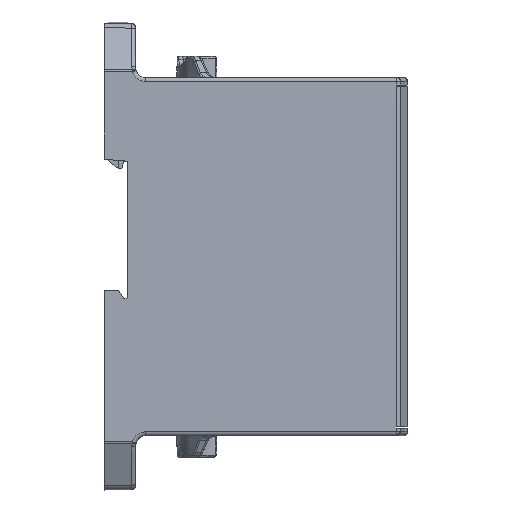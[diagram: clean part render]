
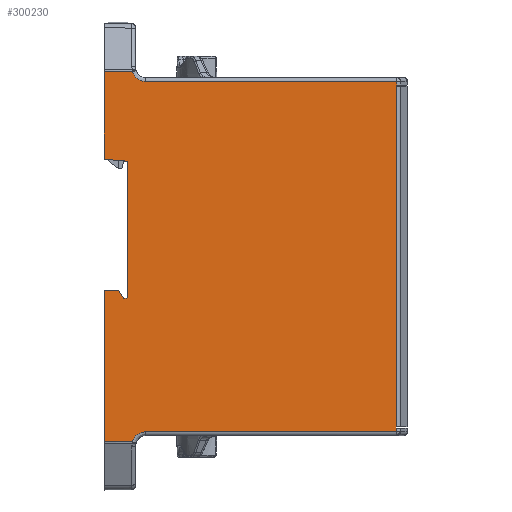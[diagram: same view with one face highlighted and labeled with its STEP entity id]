
A CAD part, left-side view. The second image highlights one B-rep face of the part: STEP entity #300230.
In plain terms, the highlighted face is planar.
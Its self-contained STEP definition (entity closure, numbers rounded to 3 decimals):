
#2750=CARTESIAN_POINT('',(26.6,-2.257,53.621));
#2760=VERTEX_POINT('',#2750);
#2790=CARTESIAN_POINT('',(26.6,0.,53.601));
#2800=DIRECTION('',(0.,1.,-0.009));
#2810=VECTOR('',#2800,1.);
#2820=LINE('',#2790,#2810);
#2830=CARTESIAN_POINT('',(26.6,-6.,53.654));
#2840=VERTEX_POINT('',#2830);
#2850=EDGE_CURVE('',#2840,#2760,#2820,.T.);
#103080=CARTESIAN_POINT('',(63.,4.609,53.561));
#103090=CARTESIAN_POINT('',(63.,4.554,
53.562));
#103100=CARTESIAN_POINT('',(63.001,4.499,
53.562));
#103110=CARTESIAN_POINT('',(63.009,4.33,
53.564));
#103120=CARTESIAN_POINT('',(63.02,4.215,
53.565));
#103130=CARTESIAN_POINT('',(63.121,3.527,
53.571));
#103140=CARTESIAN_POINT('',(63.347,2.983,
53.575));
#103150=CARTESIAN_POINT('',(64.041,2.052,
53.584));
#103160=CARTESIAN_POINT('',(64.498,1.68,
53.587));
#103170=CARTESIAN_POINT('',(65.197,1.355,
53.59));
#103180=CARTESIAN_POINT('',(65.375,1.29,
53.59));
#103190=CARTESIAN_POINT('',(65.557,1.239,
53.591));
#103200=B_SPLINE_CURVE_WITH_KNOTS('',3,(#103080,#103090,#103100,#103110,
#103120,#103130,#103140,#103150,#103160,#103170,#103180,#103190),
.UNSPECIFIED.,.F.,.F.,(4,2,2,2,2,4),(0.,0.141,
0.436,1.921,3.406,3.893),
.UNSPECIFIED.);
#103210=CARTESIAN_POINT('',(63.,4.609,53.561));
#103220=VERTEX_POINT('',#103210);
#103230=CARTESIAN_POINT('',(65.557,1.239,
53.591));
#103240=VERTEX_POINT('',#103230);
#103250=EDGE_CURVE('',#103220,#103240,#103200,.T.);
#116230=CARTESIAN_POINT('',(65.571,-6.,
53.654));
#116240=VERTEX_POINT('',#116230);
#116270=CARTESIAN_POINT('',(65.559,0.009,
53.601));
#116280=DIRECTION('',(-0.002,1.,
-0.009));
#116290=VECTOR('',#116280,1.);
#116300=LINE('',#116270,#116290);
#116310=EDGE_CURVE('',#116240,#103240,#116300,.T.);
#118360=CARTESIAN_POINT('',(-6.513,0.,53.601));
#118370=DIRECTION('',(-0.087,-0.996,
0.009));
#118380=VECTOR('',#118370,1.);
#118390=LINE('',#118360,#118380);
#118400=CARTESIAN_POINT('',(-6.513,0.,
53.601));
#118410=VERTEX_POINT('',#118400);
#118420=CARTESIAN_POINT('',(-7.038,-6.,
53.654));
#118430=VERTEX_POINT('',#118420);
#118440=EDGE_CURVE('',#118410,#118430,#118390,.T.);
#120060=CARTESIAN_POINT('',(-29.571,-6.,
53.654));
#120070=VERTEX_POINT('',#120060);
#120100=CARTESIAN_POINT('',(0.,-6.,53.654));
#120110=DIRECTION('',(1.,0.,0.));
#120120=VECTOR('',#120110,1.);
#120130=LINE('',#120100,#120120);
#120140=EDGE_CURVE('',#120070,#118430,#120130,.T.);
#149680=CARTESIAN_POINT('',(-25.555,9.,53.523));
#149690=DIRECTION('',(0.009,-1.,
0.009));
#149700=VECTOR('',#149690,1.);
#149710=LINE('',#149680,#149700);
#149720=CARTESIAN_POINT('',(-26.08,69.212,
52.997));
#149730=VERTEX_POINT('',#149720);
#149740=CARTESIAN_POINT('',(-26.079,69.,52.999));
#149750=VERTEX_POINT('',#149740);
#149760=EDGE_CURVE('',#149730,#149750,#149710,.T.);
#162370=CARTESIAN_POINT('',(0.,-17.614,53.755));
#162380=DIRECTION('',(0.866,0.5,
-0.004));
#162390=VECTOR('',#162380,1.);
#162400=LINE('',#162370,#162390);
#162410=CARTESIAN_POINT('',(28.776,-1.,
53.61));
#162420=VERTEX_POINT('',#162410);
#162430=EDGE_CURVE('',#2760,#162420,#162400,.T.);
#171900=CARTESIAN_POINT('',(-27.,9.009,53.523));
#171910=DIRECTION('',(0.,1.,-0.009));
#171920=VECTOR('',#171910,1.);
#171930=LINE('',#171900,#171920);
#171940=CARTESIAN_POINT('',(-27.,4.609,53.561));
#171950=VERTEX_POINT('',#171940);
#171960=CARTESIAN_POINT('',(-27.,69.212,52.997));
#171970=VERTEX_POINT('',#171960);
#171980=EDGE_CURVE('',#171950,#171970,#171930,.T.);
#220540=CARTESIAN_POINT('',(0.,-6.,53.654));
#220550=DIRECTION('',(-1.,0.,0.));
#220560=VECTOR('',#220550,1.);
#220570=LINE('',#220540,#220560);
#220580=EDGE_CURVE('',#116240,#2840,#220570,.T.);
#243110=CARTESIAN_POINT('',(-25.75,68.996,52.999));
#243120=VERTEX_POINT('',#243110);
#243150=CARTESIAN_POINT('',(0.,69.,52.999));
#243160=DIRECTION('',(1.,0.,0.));
#243170=VECTOR('',#243160,1.);
#243180=LINE('',#243150,#243170);
#243190=EDGE_CURVE('',#149750,#243120,#243180,.T.);
#270870=CARTESIAN_POINT('',(28.6,0.,53.601)
);
#270880=VERTEX_POINT('',#270870);
#270910=CARTESIAN_POINT('',(28.6,0.,53.601));
#270920=DIRECTION('',(-0.174,0.985,
-0.009));
#270930=VECTOR('',#270920,1.);
#270940=LINE('',#270910,#270930);
#270950=EDGE_CURVE('',#162420,#270880,#270940,.T.);
#283090=CARTESIAN_POINT('',(0.,0.,53.601));
#283100=DIRECTION('',(-1.,0.,0.));
#283110=VECTOR('',#283100,1.);
#283120=LINE('',#283090,#283110);
#283130=EDGE_CURVE('',#270880,#118410,#283120,.T.);
#293490=CARTESIAN_POINT('',(62.08,69.212,
52.997));
#293500=VERTEX_POINT('',#293490);
#293530=CARTESIAN_POINT('',(61.555,9.,53.523));
#293540=DIRECTION('',(0.009,1.,
-0.009));
#293550=VECTOR('',#293540,1.);
#293560=LINE('',#293530,#293550);
#293570=CARTESIAN_POINT('',(62.079,69.,52.999));
#293580=VERTEX_POINT('',#293570);
#293590=EDGE_CURVE('',#293580,#293500,#293560,.T.);
#299500=CARTESIAN_POINT('',(1.349,-6.297,
53.656));
#299510=DIRECTION('',(0.,0.009,1.));
#299520=DIRECTION('',(0.,1.,-0.009));
#299530=AXIS2_PLACEMENT_3D('',#299500,#299510,#299520);
#299540=PLANE('',#299530);
#299550=ORIENTED_EDGE('',*,*,#220580,.F.);
#299560=ORIENTED_EDGE('',*,*,#2850,.F.);
#299570=ORIENTED_EDGE('',*,*,#162430,.F.);
#299580=ORIENTED_EDGE('',*,*,#270950,.F.);
#299590=ORIENTED_EDGE('',*,*,#283130,.F.);
#299600=ORIENTED_EDGE('',*,*,#118440,.F.);
#299610=ORIENTED_EDGE('',*,*,#120140,.T.);
#299620=CARTESIAN_POINT('',(-29.559,0.009,
53.601));
#299630=DIRECTION('',(0.002,1.,
-0.009));
#299640=VECTOR('',#299630,1.);
#299650=LINE('',#299620,#299640);
#299660=CARTESIAN_POINT('',(-29.557,1.239,
53.591));
#299670=VERTEX_POINT('',#299660);
#299680=EDGE_CURVE('',#120070,#299670,#299650,.T.);
#299690=ORIENTED_EDGE('',*,*,#299680,.F.);
#299700=CARTESIAN_POINT('',(-29.557,1.239,
53.591));
#299710=CARTESIAN_POINT('',(-29.375,1.29,
53.59));
#299720=CARTESIAN_POINT('',(-29.197,1.355,
53.59));
#299730=CARTESIAN_POINT('',(-28.498,1.68,
53.587));
#299740=CARTESIAN_POINT('',(-28.041,2.052,
53.584));
#299750=CARTESIAN_POINT('',(-27.347,2.983,
53.575));
#299760=CARTESIAN_POINT('',(-27.121,3.527,
53.571));
#299770=CARTESIAN_POINT('',(-27.02,4.215,
53.565));
#299780=CARTESIAN_POINT('',(-27.009,4.33,
53.564));
#299790=CARTESIAN_POINT('',(-27.001,4.499,
53.562));
#299800=CARTESIAN_POINT('',(-27.,4.554,
53.562));
#299810=CARTESIAN_POINT('',(-27.,4.609,53.561));
#299820=B_SPLINE_CURVE_WITH_KNOTS('',3,(#299700,#299710,#299720,#299730,
#299740,#299750,#299760,#299770,#299780,#299790,#299800,#299810),
.UNSPECIFIED.,.F.,.F.,(4,2,2,2,2,4),(3.968,4.455,
5.94,7.425,7.719,7.861),
.UNSPECIFIED.);
#299830=EDGE_CURVE('',#299670,#171950,#299820,.T.);
#299840=ORIENTED_EDGE('',*,*,#299830,.F.);
#299850=ORIENTED_EDGE('',*,*,#171980,.F.);
#299860=CARTESIAN_POINT('',(0.,69.212,
52.997));
#299870=DIRECTION('',(1.,0.,0.));
#299880=VECTOR('',#299870,1.);
#299890=LINE('',#299860,#299880);
#299900=EDGE_CURVE('',#171970,#149730,#299890,.T.);
#299910=ORIENTED_EDGE('',*,*,#299900,.F.);
#299920=ORIENTED_EDGE('',*,*,#149760,.F.);
#299930=ORIENTED_EDGE('',*,*,#243190,.F.);
#299940=CARTESIAN_POINT('',(0.,68.996,52.999));
#299950=DIRECTION('',(1.,0.,0.));
#299960=VECTOR('',#299950,1.);
#299970=LINE('',#299940,#299960);
#299980=CARTESIAN_POINT('',(61.75,68.996,52.999));
#299990=VERTEX_POINT('',#299980);
#300000=EDGE_CURVE('',#243120,#299990,#299970,.T.);
#300010=ORIENTED_EDGE('',*,*,#300000,.F.);
#300020=EDGE_CURVE('',#299990,#293580,#243180,.T.);
#300030=ORIENTED_EDGE('',*,*,#300020,.F.);
#300040=ORIENTED_EDGE('',*,*,#293590,.F.);
#300050=CARTESIAN_POINT('',(0.,69.212,52.997));
#300060=DIRECTION('',(1.,0.,0.));
#300070=VECTOR('',#300060,1.);
#300080=LINE('',#300050,#300070);
#300090=CARTESIAN_POINT('',(63.,69.212,52.997));
#300100=VERTEX_POINT('',#300090);
#300110=EDGE_CURVE('',#293500,#300100,#300080,.T.);
#300120=ORIENTED_EDGE('',*,*,#300110,.F.);
#300130=CARTESIAN_POINT('',(63.,0.009,53.601));
#300140=DIRECTION('',(0.,-1.,0.009));
#300150=VECTOR('',#300140,1.);
#300160=LINE('',#300130,#300150);
#300170=EDGE_CURVE('',#300100,#103220,#300160,.T.);
#300180=ORIENTED_EDGE('',*,*,#300170,.F.);
#300190=ORIENTED_EDGE('',*,*,#103250,.F.);
#300200=ORIENTED_EDGE('',*,*,#116310,.T.);
#300210=EDGE_LOOP('',(#300200,#300190,#300180,#300120,#300040,#300030,
#300010,#299930,#299920,#299910,#299850,#299840,#299690,#299610,#299600,
#299590,#299580,#299570,#299560,#299550));
#300220=FACE_OUTER_BOUND('',#300210,.T.);
#300230=ADVANCED_FACE('',(#300220),#299540,.T.);
